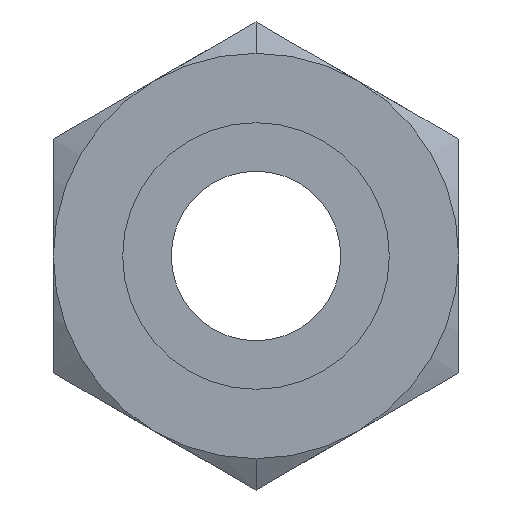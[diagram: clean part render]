
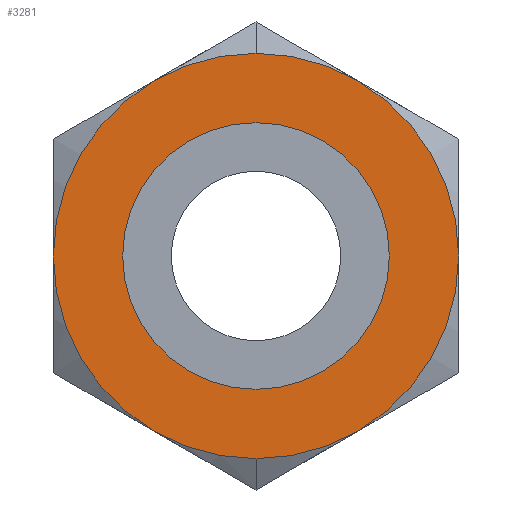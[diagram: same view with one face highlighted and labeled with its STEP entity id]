
A CAD part, left-side view. The second image highlights one B-rep face of the part: STEP entity #3281.
In plain terms, the highlighted planar face has unit normal (-1, 0, 0).
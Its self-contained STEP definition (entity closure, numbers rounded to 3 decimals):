
#33 = DIRECTION ( 'NONE',  ( 1., 0., 0. ) ) ;
#248 = EDGE_LOOP ( 'NONE', ( #1373, #8112 ) ) ;
#348 = CARTESIAN_POINT ( 'NONE',  ( 0., 0., 9.5 ) ) ;
#605 = CIRCLE ( 'NONE', #4522, 12.5 ) ;
#808 = CARTESIAN_POINT ( 'NONE',  ( 0., 0., 0. ) ) ;
#1080 = CIRCLE ( 'NONE', #1088, 19. ) ;
#1088 = AXIS2_PLACEMENT_3D ( 'NONE', #808, #33, #3002 ) ;
#1119 = FACE_BOUND ( 'NONE', #4553, .T. ) ;
#1373 = ORIENTED_EDGE ( 'NONE', *, *, #4194, .F. ) ;
#2777 = EDGE_CURVE ( 'NONE', #4605, #5110, #605, .T. ) ;
#2796 = AXIS2_PLACEMENT_3D ( 'NONE', #4414, #6662, #9781 ) ;
#3002 = DIRECTION ( 'NONE',  ( 0., 0., -1. ) ) ;
#3270 = CARTESIAN_POINT ( 'NONE',  ( 0., 0., -12.5 ) ) ;
#3281 = ADVANCED_FACE ( 'NONE', ( #1119, #8013 ), #4231, .T. ) ;
#3464 = DIRECTION ( 'NONE',  ( -1., 0., 0. ) ) ;
#3735 = CARTESIAN_POINT ( 'NONE',  ( 0., 0., 0. ) ) ;
#3804 = ORIENTED_EDGE ( 'NONE', *, *, #5309, .T. ) ;
#4194 = EDGE_CURVE ( 'NONE', #5650, #6786, #7844, .T. ) ;
#4231 = PLANE ( 'NONE',  #9192 ) ;
#4318 = CARTESIAN_POINT ( 'NONE',  ( 0., 0., 12.5 ) ) ;
#4414 = CARTESIAN_POINT ( 'NONE',  ( 0., 0., 0. ) ) ;
#4522 = AXIS2_PLACEMENT_3D ( 'NONE', #3735, #8329, #5211 ) ;
#4553 = EDGE_LOOP ( 'NONE', ( #8722, #3804 ) ) ;
#4605 = VERTEX_POINT ( 'NONE', #3270 ) ;
#4686 = CARTESIAN_POINT ( 'NONE',  ( 0., 0., 0. ) ) ;
#5110 = VERTEX_POINT ( 'NONE', #4318 ) ;
#5117 = CIRCLE ( 'NONE', #5611, 12.5 ) ;
#5197 = DIRECTION ( 'NONE',  ( 1., 0., 0. ) ) ;
#5211 = DIRECTION ( 'NONE',  ( 0., 0., -1. ) ) ;
#5309 = EDGE_CURVE ( 'NONE', #5110, #4605, #5117, .T. ) ;
#5544 = DIRECTION ( 'NONE',  ( 0., 0., 1. ) ) ;
#5611 = AXIS2_PLACEMENT_3D ( 'NONE', #4686, #5197, #5544 ) ;
#5650 = VERTEX_POINT ( 'NONE', #7984 ) ;
#6571 = DIRECTION ( 'NONE',  ( 0., 0., 1. ) ) ;
#6662 = DIRECTION ( 'NONE',  ( 1., 0., 0. ) ) ;
#6786 = VERTEX_POINT ( 'NONE', #9155 ) ;
#7844 = CIRCLE ( 'NONE', #2796, 19. ) ;
#7984 = CARTESIAN_POINT ( 'NONE',  ( 0., 0., 19. ) ) ;
#8013 = FACE_OUTER_BOUND ( 'NONE', #248, .T. ) ;
#8112 = ORIENTED_EDGE ( 'NONE', *, *, #9655, .F. ) ;
#8329 = DIRECTION ( 'NONE',  ( 1., 0., 0. ) ) ;
#8722 = ORIENTED_EDGE ( 'NONE', *, *, #2777, .T. ) ;
#9155 = CARTESIAN_POINT ( 'NONE',  ( 0., 0., -19. ) ) ;
#9192 = AXIS2_PLACEMENT_3D ( 'NONE', #348, #3464, #6571 ) ;
#9655 = EDGE_CURVE ( 'NONE', #6786, #5650, #1080, .T. ) ;
#9781 = DIRECTION ( 'NONE',  ( 0., 0., 1. ) ) ;
